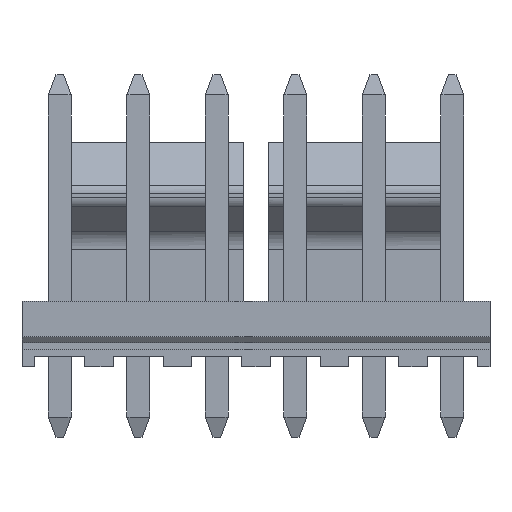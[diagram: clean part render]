
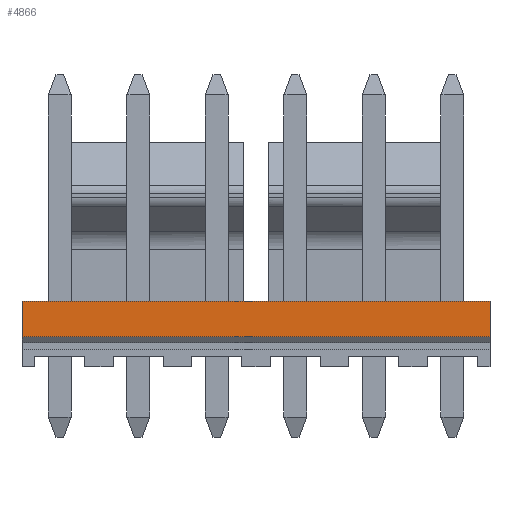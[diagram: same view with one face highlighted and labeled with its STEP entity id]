
A CAD part, front view. The second image highlights one B-rep face of the part: STEP entity #4866.
In plain terms, the highlighted free-form (B-spline) face has degree [1, 1] with [2, 2] control points.
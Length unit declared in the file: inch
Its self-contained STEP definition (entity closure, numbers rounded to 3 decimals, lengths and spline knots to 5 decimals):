
#562 = EDGE_CURVE ( 'NONE', #1490, #6706, #6783, .T. ) ;
#869 = CARTESIAN_POINT ( 'NONE',  ( 0.465, -0.201, 0.13 ) ) ;
#1490 = VERTEX_POINT ( 'NONE', #4727 ) ;
#1520 = B_SPLINE_CURVE_WITH_KNOTS ( 'NONE', 1,
 ( #869, #2053 ),
 .UNSPECIFIED., .F., .F.,
 ( 2, 2 ),
 ( 0., 1. ),
 .UNSPECIFIED. ) ;
#1790 = CARTESIAN_POINT ( 'NONE',  ( 0.465, -0.201, 0.13 ) ) ;
#1850 = EDGE_LOOP ( 'NONE', ( #2419, #5910, #6934, #5135 ) ) ;
#2053 = CARTESIAN_POINT ( 'NONE',  ( 0.465, -0.201, 0.06 ) ) ;
#2130 = CARTESIAN_POINT ( 'NONE',  ( -0.465, -0.201, 0.13 ) ) ;
#2174 = B_SPLINE_CURVE_WITH_KNOTS ( 'NONE', 1,
 ( #3614, #7034 ),
 .UNSPECIFIED., .F., .F.,
 ( 2, 2 ),
 ( 0., 1. ),
 .UNSPECIFIED. ) ;
#2227 = EDGE_CURVE ( 'NONE', #3069, #4913, #3467, .T. ) ;
#2419 = ORIENTED_EDGE ( 'NONE', *, *, #562, .F. ) ;
#2783 = B_SPLINE_SURFACE_WITH_KNOTS ( 'NONE', 1, 1, ( 
 ( #3839, #2130 ),
 ( #6154, #3282 ) ),
 .UNSPECIFIED., .F., .F., .F.,
 ( 2, 2 ),
 ( 2, 2 ),
 ( 0., 1. ),
 ( 0., 1. ),
 .UNSPECIFIED. ) ;
#3069 = VERTEX_POINT ( 'NONE', #6823 ) ;
#3282 = CARTESIAN_POINT ( 'NONE',  ( 0.465, -0.201, 0.13 ) ) ;
#3393 = CARTESIAN_POINT ( 'NONE',  ( -0.465, -0.201, 0.06 ) ) ;
#3467 = B_SPLINE_CURVE_WITH_KNOTS ( 'NONE', 1,
 ( #3393, #4063 ),
 .UNSPECIFIED., .F., .F.,
 ( 2, 2 ),
 ( 0., 1. ),
 .UNSPECIFIED. ) ;
#3614 = CARTESIAN_POINT ( 'NONE',  ( -0.465, -0.201, 0.13 ) ) ;
#3839 = CARTESIAN_POINT ( 'NONE',  ( -0.465, -0.201, 0.06 ) ) ;
#4063 = CARTESIAN_POINT ( 'NONE',  ( 0.465, -0.201, 0.06 ) ) ;
#4101 = CARTESIAN_POINT ( 'NONE',  ( -0.465, -0.201, 0.13 ) ) ;
#4492 = CARTESIAN_POINT ( 'NONE',  ( 0.465, -0.201, 0.06 ) ) ;
#4727 = CARTESIAN_POINT ( 'NONE',  ( -0.465, -0.201, 0.13 ) ) ;
#4866 = ADVANCED_FACE ( 'NONE', ( #5555 ), #2783, .T. ) ;
#4913 = VERTEX_POINT ( 'NONE', #4492 ) ;
#5135 = ORIENTED_EDGE ( 'NONE', *, *, #6458, .F. ) ;
#5555 = FACE_OUTER_BOUND ( 'NONE', #1850, .T. ) ;
#5797 = CARTESIAN_POINT ( 'NONE',  ( 0.465, -0.201, 0.13 ) ) ;
#5910 = ORIENTED_EDGE ( 'NONE', *, *, #6781, .T. ) ;
#6154 = CARTESIAN_POINT ( 'NONE',  ( 0.465, -0.201, 0.06 ) ) ;
#6458 = EDGE_CURVE ( 'NONE', #6706, #4913, #1520, .T. ) ;
#6706 = VERTEX_POINT ( 'NONE', #5797 ) ;
#6781 = EDGE_CURVE ( 'NONE', #1490, #3069, #2174, .T. ) ;
#6783 = B_SPLINE_CURVE_WITH_KNOTS ( 'NONE', 1,
 ( #4101, #1790 ),
 .UNSPECIFIED., .F., .F.,
 ( 2, 2 ),
 ( 0., 1. ),
 .UNSPECIFIED. ) ;
#6823 = CARTESIAN_POINT ( 'NONE',  ( -0.465, -0.201, 0.06 ) ) ;
#6934 = ORIENTED_EDGE ( 'NONE', *, *, #2227, .T. ) ;
#7034 = CARTESIAN_POINT ( 'NONE',  ( -0.465, -0.201, 0.06 ) ) ;
